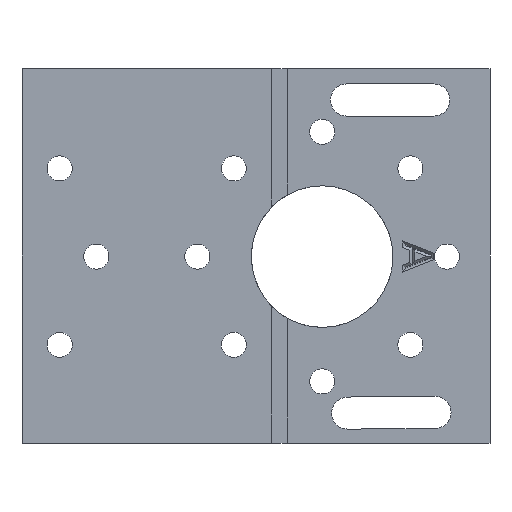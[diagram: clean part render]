
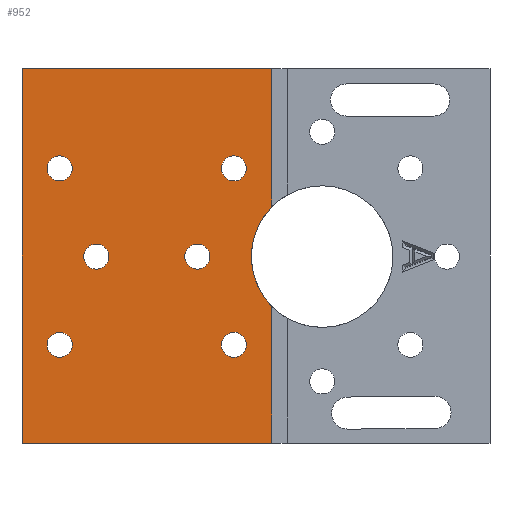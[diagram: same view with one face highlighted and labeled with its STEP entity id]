
A CAD part, front view. The second image highlights one B-rep face of the part: STEP entity #952.
In plain terms, the highlighted planar face has unit normal (0, -1, 0).
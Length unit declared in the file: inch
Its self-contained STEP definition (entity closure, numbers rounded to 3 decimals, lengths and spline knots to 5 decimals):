
#23=FACE_BOUND('',#159,.T.);
#24=FACE_BOUND('',#160,.T.);
#25=FACE_BOUND('',#161,.T.);
#26=FACE_BOUND('',#162,.T.);
#27=FACE_BOUND('',#163,.T.);
#28=FACE_BOUND('',#164,.T.);
#63=PLANE('',#1042);
#104=FACE_OUTER_BOUND('',#158,.T.);
#158=EDGE_LOOP('',(#801,#802,#803,#804,#805,#806));
#159=EDGE_LOOP('',(#807));
#160=EDGE_LOOP('',(#808));
#161=EDGE_LOOP('',(#809));
#162=EDGE_LOOP('',(#810));
#163=EDGE_LOOP('',(#811));
#164=EDGE_LOOP('',(#812));
#249=LINE('',#1498,#345);
#260=LINE('',#1523,#356);
#265=LINE('',#1535,#361);
#266=LINE('',#1537,#362);
#267=LINE('',#1538,#363);
#345=VECTOR('',#1227,0.3937);
#356=VECTOR('',#1250,0.3937);
#361=VECTOR('',#1263,0.3937);
#362=VECTOR('',#1264,0.3937);
#363=VECTOR('',#1265,0.3937);
#385=CIRCLE('',#982,0.1005);
#389=CIRCLE('',#988,0.1005);
#391=CIRCLE('',#991,0.1005);
#399=CIRCLE('',#1003,0.1005);
#403=CIRCLE('',#1009,0.1005);
#405=CIRCLE('',#1012,0.1005);
#415=CIRCLE('',#1043,0.5675);
#421=VERTEX_POINT('',#1327);
#425=VERTEX_POINT('',#1339);
#427=VERTEX_POINT('',#1345);
#435=VERTEX_POINT('',#1369);
#439=VERTEX_POINT('',#1381);
#441=VERTEX_POINT('',#1387);
#482=VERTEX_POINT('',#1496);
#483=VERTEX_POINT('',#1497);
#490=VERTEX_POINT('',#1521);
#491=VERTEX_POINT('',#1522);
#494=VERTEX_POINT('',#1534);
#495=VERTEX_POINT('',#1536);
#509=EDGE_CURVE('',#421,#421,#385,.T.);
#515=EDGE_CURVE('',#425,#425,#389,.T.);
#518=EDGE_CURVE('',#427,#427,#391,.T.);
#530=EDGE_CURVE('',#435,#435,#399,.T.);
#536=EDGE_CURVE('',#439,#439,#403,.T.);
#539=EDGE_CURVE('',#441,#441,#405,.T.);
#593=EDGE_CURVE('',#482,#483,#249,.T.);
#605=EDGE_CURVE('',#490,#491,#260,.T.);
#611=EDGE_CURVE('',#490,#483,#415,.T.);
#612=EDGE_CURVE('',#494,#491,#265,.T.);
#613=EDGE_CURVE('',#495,#494,#266,.T.);
#614=EDGE_CURVE('',#482,#495,#267,.T.);
#801=ORIENTED_EDGE('',*,*,#593,.T.);
#802=ORIENTED_EDGE('',*,*,#611,.F.);
#803=ORIENTED_EDGE('',*,*,#605,.T.);
#804=ORIENTED_EDGE('',*,*,#612,.F.);
#805=ORIENTED_EDGE('',*,*,#613,.F.);
#806=ORIENTED_EDGE('',*,*,#614,.F.);
#807=ORIENTED_EDGE('',*,*,#509,.T.);
#808=ORIENTED_EDGE('',*,*,#515,.T.);
#809=ORIENTED_EDGE('',*,*,#518,.T.);
#810=ORIENTED_EDGE('',*,*,#530,.T.);
#811=ORIENTED_EDGE('',*,*,#536,.T.);
#812=ORIENTED_EDGE('',*,*,#539,.T.);
#952=ADVANCED_FACE('',(#104,#23,#24,#25,#26,#27,#28),#63,.F.);
#982=AXIS2_PLACEMENT_3D('',#1328,#1067,#1068);
#988=AXIS2_PLACEMENT_3D('',#1340,#1081,#1082);
#991=AXIS2_PLACEMENT_3D('',#1346,#1088,#1089);
#1003=AXIS2_PLACEMENT_3D('',#1370,#1116,#1117);
#1009=AXIS2_PLACEMENT_3D('',#1382,#1130,#1131);
#1012=AXIS2_PLACEMENT_3D('',#1388,#1137,#1138);
#1042=AXIS2_PLACEMENT_3D('',#1532,#1259,#1260);
#1043=AXIS2_PLACEMENT_3D('',#1533,#1261,#1262);
#1067=DIRECTION('center_axis',(0.,1.,0.));
#1068=DIRECTION('ref_axis',(0.,0.,-1.));
#1081=DIRECTION('center_axis',(0.,1.,0.));
#1082=DIRECTION('ref_axis',(0.,0.,-1.));
#1088=DIRECTION('center_axis',(0.,1.,0.));
#1089=DIRECTION('ref_axis',(0.,0.,-1.));
#1116=DIRECTION('center_axis',(0.,1.,0.));
#1117=DIRECTION('ref_axis',(0.,0.,-1.));
#1130=DIRECTION('center_axis',(0.,1.,0.));
#1131=DIRECTION('ref_axis',(0.,0.,-1.));
#1137=DIRECTION('center_axis',(0.,1.,0.));
#1138=DIRECTION('ref_axis',(0.,0.,-1.));
#1227=DIRECTION('',(0.,0.,1.));
#1250=DIRECTION('',(0.,0.,1.));
#1259=DIRECTION('center_axis',(0.,1.,0.));
#1260=DIRECTION('ref_axis',(-1.,0.,0.));
#1261=DIRECTION('center_axis',(0.,-1.,0.));
#1262=DIRECTION('ref_axis',(-1.,0.,0.));
#1263=DIRECTION('',(1.,0.,0.));
#1264=DIRECTION('',(0.,0.,1.));
#1265=DIRECTION('',(-1.,0.,0.));
#1327=CARTESIAN_POINT('',(-0.405,1.,-1.4045));
#1328=CARTESIAN_POINT('Origin',(-0.405,1.,-1.505));
#1339=CARTESIAN_POINT('',(0.69789,1.,-0.69739));
#1340=CARTESIAN_POINT('Origin',(0.69789,1.,-0.79789));
#1345=CARTESIAN_POINT('',(0.69789,1.,-2.11161));
#1346=CARTESIAN_POINT('Origin',(0.69789,1.,-2.21211));
#1369=CARTESIAN_POINT('',(0.405,1.,-1.4045));
#1370=CARTESIAN_POINT('Origin',(0.405,1.,-1.505));
#1381=CARTESIAN_POINT('',(-0.69789,1.,-2.11161));
#1382=CARTESIAN_POINT('Origin',(-0.69789,1.,-2.21211));
#1387=CARTESIAN_POINT('',(-0.69789,1.,-0.69739));
#1388=CARTESIAN_POINT('Origin',(-0.69789,1.,-0.79789));
#1496=CARTESIAN_POINT('',(1.,1.,-3.));
#1497=CARTESIAN_POINT('',(1.,1.,-1.90253));
#1498=CARTESIAN_POINT('',(1.,1.,-1.70127));
#1521=CARTESIAN_POINT('',(1.,1.,-1.10747));
#1522=CARTESIAN_POINT('',(1.,1.,0.));
#1523=CARTESIAN_POINT('',(1.,1.,-0.75));
#1532=CARTESIAN_POINT('Origin',(0.875,1.,-1.5));
#1533=CARTESIAN_POINT('Origin',(1.405,1.,-1.505));
#1534=CARTESIAN_POINT('',(-1.,1.,0.));
#1535=CARTESIAN_POINT('',(-1.,1.,0.));
#1536=CARTESIAN_POINT('',(-1.,1.,-3.));
#1537=CARTESIAN_POINT('',(-1.,1.,-3.));
#1538=CARTESIAN_POINT('',(2.75,1.,-3.));
